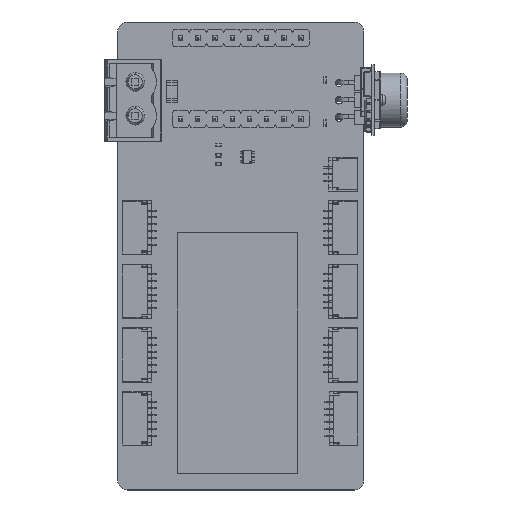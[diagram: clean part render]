
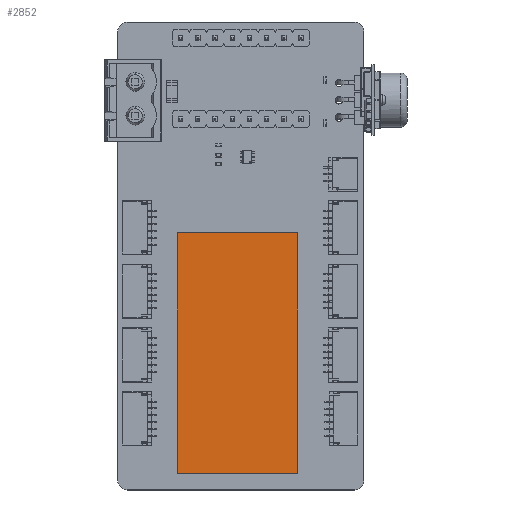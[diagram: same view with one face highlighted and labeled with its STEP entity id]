
A CAD part, top view. The second image highlights one B-rep face of the part: STEP entity #2852.
In plain terms, the highlighted planar face has unit normal (0, 0, 1).
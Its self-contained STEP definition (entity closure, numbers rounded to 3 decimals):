
#2723 = VERTEX_POINT('',#2724);
#2724 = CARTESIAN_POINT('',(-1.27,16.51,4.2));
#2730 = EDGE_CURVE('',#2723,#2731,#2733,.T.);
#2731 = VERTEX_POINT('',#2732);
#2732 = CARTESIAN_POINT('',(34.29,16.51,4.2));
#2733 = LINE('',#2734,#2735);
#2734 = CARTESIAN_POINT('',(-1.27,16.51,4.2));
#2735 = VECTOR('',#2736,1.);
#2736 = DIRECTION('',(1.,0.,0.));
#2761 = EDGE_CURVE('',#2731,#2762,#2764,.T.);
#2762 = VERTEX_POINT('',#2763);
#2763 = CARTESIAN_POINT('',(34.29,-1.27,4.2));
#2764 = LINE('',#2765,#2766);
#2765 = CARTESIAN_POINT('',(34.29,16.51,4.2));
#2766 = VECTOR('',#2767,1.);
#2767 = DIRECTION('',(0.,-1.,0.));
#2792 = EDGE_CURVE('',#2762,#2793,#2795,.T.);
#2793 = VERTEX_POINT('',#2794);
#2794 = CARTESIAN_POINT('',(-1.27,-1.27,4.2));
#2795 = LINE('',#2796,#2797);
#2796 = CARTESIAN_POINT('',(34.29,-1.27,4.2));
#2797 = VECTOR('',#2798,1.);
#2798 = DIRECTION('',(-1.,0.,0.));
#2823 = EDGE_CURVE('',#2793,#2723,#2824,.T.);
#2824 = LINE('',#2825,#2826);
#2825 = CARTESIAN_POINT('',(-1.27,-1.27,4.2));
#2826 = VECTOR('',#2827,1.);
#2827 = DIRECTION('',(0.,1.,0.));
#2852 = ADVANCED_FACE('',(#2853),#2859,.F.);
#2853 = FACE_BOUND('',#2854,.F.);
#2854 = EDGE_LOOP('',(#2855,#2856,#2857,#2858));
#2855 = ORIENTED_EDGE('',*,*,#2730,.T.);
#2856 = ORIENTED_EDGE('',*,*,#2761,.T.);
#2857 = ORIENTED_EDGE('',*,*,#2792,.T.);
#2858 = ORIENTED_EDGE('',*,*,#2823,.T.);
#2859 = PLANE('',#2860);
#2860 = AXIS2_PLACEMENT_3D('',#2861,#2862,#2863);
#2861 = CARTESIAN_POINT('',(16.51,7.62,4.2));
#2862 = DIRECTION('',(0.,0.,-1.));
#2863 = DIRECTION('',(-1.,0.,0.));
